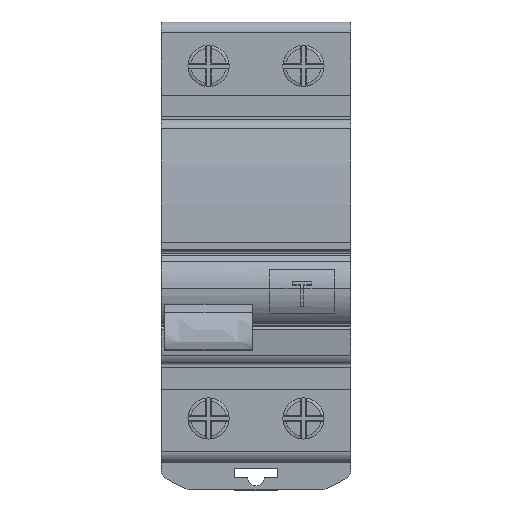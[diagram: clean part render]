
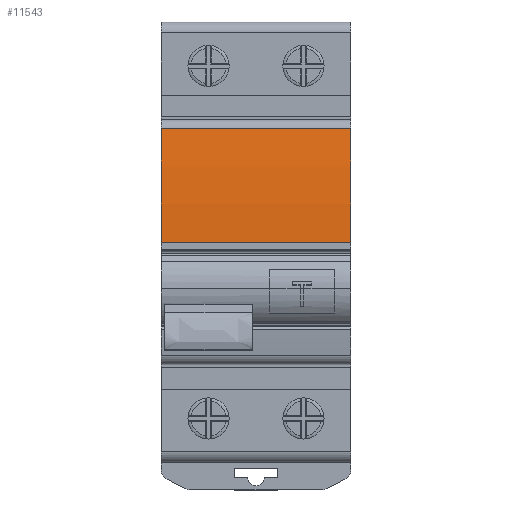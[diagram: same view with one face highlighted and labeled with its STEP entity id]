
A CAD part, top view. The second image highlights one B-rep face of the part: STEP entity #11543.
In plain terms, the highlighted cylindrical face has radius 122.659 mm (diameter 245.319 mm), a partial arc.
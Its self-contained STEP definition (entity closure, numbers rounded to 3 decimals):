
#78 = CARTESIAN_POINT ( 'NONE',  ( 8.75, 0., 67.5 ) ) ;
#83 = DIRECTION ( 'NONE',  ( 0., 0., -1. ) ) ;
#486 = EDGE_CURVE ( 'NONE', #5562, #11259, #5658, .T. ) ;
#1020 = AXIS2_PLACEMENT_3D ( 'NONE', #1849, #9210, #83 ) ;
#1332 = CARTESIAN_POINT ( 'NONE',  ( 26.25, 20.941, 65.699 ) ) ;
#1394 = CARTESIAN_POINT ( 'NONE',  ( 26.25, 0., 67.5 ) ) ;
#1535 = EDGE_LOOP ( 'NONE', ( #3005, #4377, #4670, #6889 ) ) ;
#1849 = CARTESIAN_POINT ( 'NONE',  ( 26.25, 0., -55.16 ) ) ;
#1985 = VERTEX_POINT ( 'NONE', #7819 ) ;
#2834 = VECTOR ( 'NONE', #9206, 1000. ) ;
#3005 = ORIENTED_EDGE ( 'NONE', *, *, #3894, .F. ) ;
#3376 = CARTESIAN_POINT ( 'NONE',  ( 8.75, 0., -55.16 ) ) ;
#3562 = LINE ( 'NONE', #78, #2834 ) ;
#3894 = EDGE_CURVE ( 'NONE', #10259, #1985, #3562, .T. ) ;
#4377 = ORIENTED_EDGE ( 'NONE', *, *, #6847, .F. ) ;
#4670 = ORIENTED_EDGE ( 'NONE', *, *, #486, .T. ) ;
#4769 = CARTESIAN_POINT ( 'NONE',  ( 8.75, 20.941, 65.699 ) ) ;
#5338 = FACE_OUTER_BOUND ( 'NONE', #1535, .T. ) ;
#5562 = VERTEX_POINT ( 'NONE', #1332 ) ;
#5658 = LINE ( 'NONE', #4769, #7613 ) ;
#5763 = CIRCLE ( 'NONE', #1020, 122.66 ) ;
#6582 = AXIS2_PLACEMENT_3D ( 'NONE', #10683, #9627, #11462 ) ;
#6847 = EDGE_CURVE ( 'NONE', #5562, #10259, #5763, .T. ) ;
#6889 = ORIENTED_EDGE ( 'NONE', *, *, #7860, .T. ) ;
#6996 = DIRECTION ( 'NONE',  ( 0., 0., 1. ) ) ;
#7110 = DIRECTION ( 'NONE',  ( -1., 0., 0. ) ) ;
#7613 = VECTOR ( 'NONE', #10809, 1000. ) ;
#7819 = CARTESIAN_POINT ( 'NONE',  ( -8.75, 0., 67.5 ) ) ;
#7860 = EDGE_CURVE ( 'NONE', #11259, #1985, #8280, .T. ) ;
#8280 = CIRCLE ( 'NONE', #6582, 122.66 ) ;
#9084 = CARTESIAN_POINT ( 'NONE',  ( -8.75, 20.941, 65.699 ) ) ;
#9206 = DIRECTION ( 'NONE',  ( -1., 0., 0. ) ) ;
#9210 = DIRECTION ( 'NONE',  ( 1., 0., 0. ) ) ;
#9627 = DIRECTION ( 'NONE',  ( 1., 0., 0. ) ) ;
#10259 = VERTEX_POINT ( 'NONE', #1394 ) ;
#10483 = AXIS2_PLACEMENT_3D ( 'NONE', #3376, #7110, #6996 ) ;
#10683 = CARTESIAN_POINT ( 'NONE',  ( -8.75, 0., -55.16 ) ) ;
#10809 = DIRECTION ( 'NONE',  ( -1., 0., 0. ) ) ;
#11259 = VERTEX_POINT ( 'NONE', #9084 ) ;
#11462 = DIRECTION ( 'NONE',  ( 0., 0., 1. ) ) ;
#11543 = ADVANCED_FACE ( 'NONE', ( #5338 ), #11570, .T. ) ;
#11570 = CYLINDRICAL_SURFACE ( 'NONE', #10483, 122.66 ) ;
